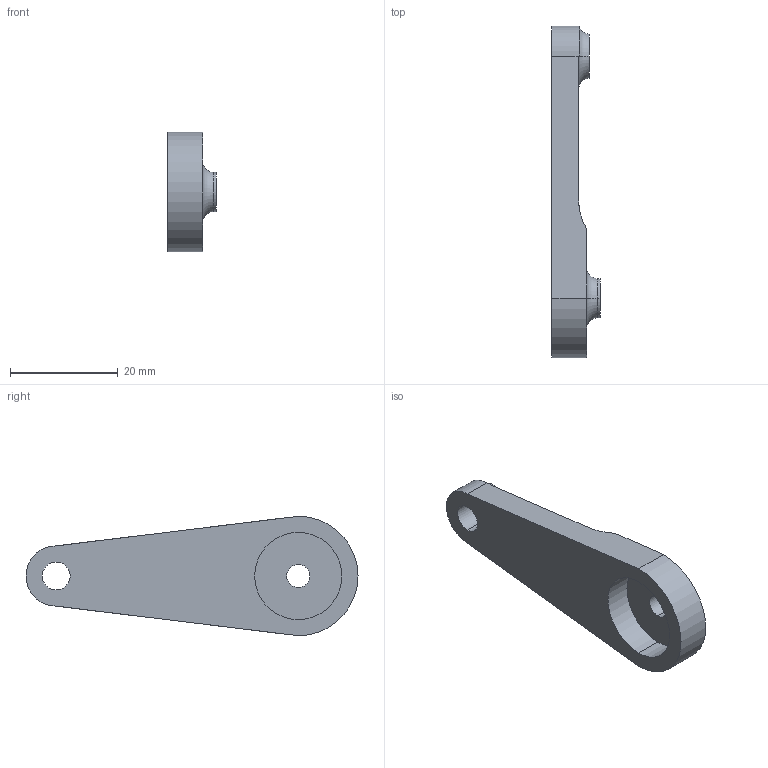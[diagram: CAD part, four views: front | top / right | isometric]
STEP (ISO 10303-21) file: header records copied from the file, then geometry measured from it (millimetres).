
FILE_DESCRIPTION (( 'STEP AP214' ), '1' );
FILE_NAME ('LongLink.STEP', '2025-10-07T00:37:17', ( '' ), ( '' ), 'SwSTEP 2.0', 'SolidWorks 2025', '' );
FILE_SCHEMA (( 'AUTOMOTIVE_DESIGN' ));
Length unit declared in the file: millimetre
Products named in the file (1): LongLink
Bounding box: 9 x 61.7 x 22.2 mm (x, y, z)
Volume: 4725 mm3; surface area: 3228.7 mm2
Topology: 1 solids, 1 shells, 23 faces, 53 edges, 34 vertices
Faces by surface type: cylinder 11, plane 8, torus 4
Entity records: 697 total; most frequent: DIRECTION 126, CARTESIAN_POINT 123, ORIENTED_EDGE 106, AXIS2_PLACEMENT_3D 53, EDGE_CURVE 53, VERTEX_POINT 34, CIRCLE 29, EDGE_LOOP 29
